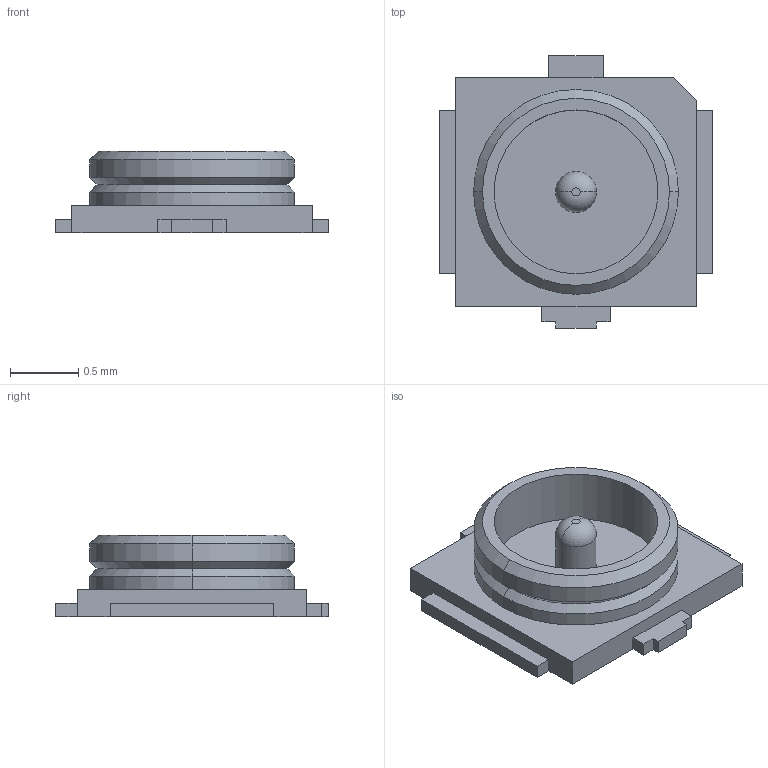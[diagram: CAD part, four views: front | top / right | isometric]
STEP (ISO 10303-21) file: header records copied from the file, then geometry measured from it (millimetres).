
FILE_DESCRIPTION (( 'STEP AP214' ), '1' );
FILE_NAME ('LINX_CONMHF4-SMD-G-T.STEP', '2021-12-30T17:23:58', ( '' ), ( '' ), 'SwSTEP 2.0', 'SolidWorks 2019', '' );
FILE_SCHEMA (( 'AUTOMOTIVE_DESIGN' ));
Length unit declared in the file: millimetre
Products named in the file (1): LINX_CONMHF4-SMD-G-T
Bounding box: 2 x 2 x 0.6 mm (x, y, z)
Volume: 0.9 mm3; surface area: 11.9 mm2
Topology: 1 solids, 1 shells, 46 faces, 113 edges, 72 vertices
Faces by surface type: plane 30, cylinder 8, cone 6, torus 2
Entity records: 1881 total; most frequent: CARTESIAN_POINT 232, DIRECTION 231, ORIENTED_EDGE 226, EDGE_CURVE 113, LINE 89, VECTOR 89, VERTEX_POINT 72, AXIS2_PLACEMENT_3D 71
